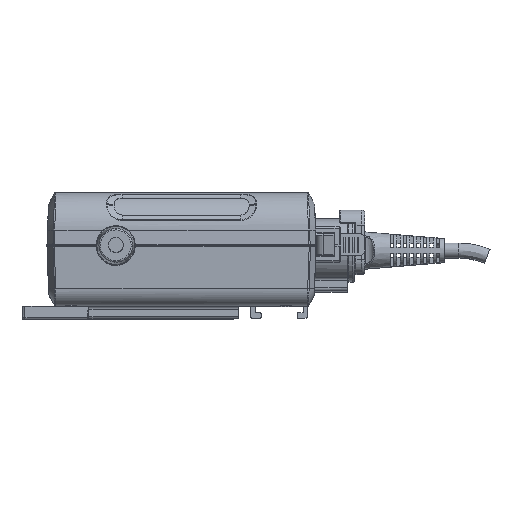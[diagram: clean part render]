
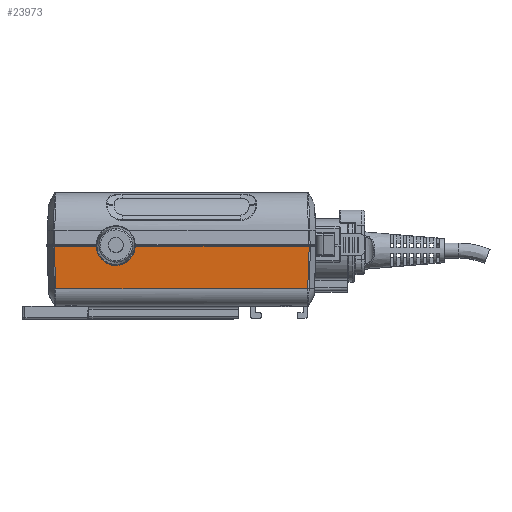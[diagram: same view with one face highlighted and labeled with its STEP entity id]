
A CAD part, top view. The second image highlights one B-rep face of the part: STEP entity #23973.
In plain terms, the highlighted planar face has unit normal (0, -0.035, 0.999).
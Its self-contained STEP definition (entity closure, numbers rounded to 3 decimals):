
#240 = CARTESIAN_POINT ( 'NONE',  ( -15.6, 0., 45. ) ) ;
#1280 = FACE_OUTER_BOUND ( 'NONE', #37598, .T. ) ;
#1779 = ORIENTED_EDGE ( 'NONE', *, *, #3436, .T. ) ;
#1850 = CARTESIAN_POINT ( 'NONE',  ( 42.69, 0., 45. ) ) ;
#2406 = VECTOR ( 'NONE', #21418, 1000. ) ;
#2746 = CARTESIAN_POINT ( 'NONE',  ( 42.194, -14.209, 44.504 ) ) ;
#2929 =( BOUNDED_CURVE ( )  B_SPLINE_CURVE ( 3, ( #240, #3995, #30053, #36761 ),
 .UNSPECIFIED., .F., .F. ) 
 B_SPLINE_CURVE_WITH_KNOTS ( ( 4, 4 ),
 ( 1.571, 4.712 ),
 .UNSPECIFIED. ) 
 CURVE ( )  GEOMETRIC_REPRESENTATION_ITEM ( )  RATIONAL_B_SPLINE_CURVE ( ( 1., 0.333, 0.333, 1. ) ) 
 REPRESENTATION_ITEM ( '' )  );
#3049 = ORIENTED_EDGE ( 'NONE', *, *, #25560, .T. ) ;
#3176 = AXIS2_PLACEMENT_3D ( 'NONE', #24676, #32171, #5922 ) ;
#3436 = EDGE_CURVE ( 'NONE', #13522, #9700, #43942, .T. ) ;
#3995 = CARTESIAN_POINT ( 'NONE',  ( -15.6, -12.8, 44.553 ) ) ;
#5922 = DIRECTION ( 'NONE',  ( 0., -0.999, -0.035 ) ) ;
#6278 = DIRECTION ( 'NONE',  ( -1., 0., 0. ) ) ;
#9700 = VERTEX_POINT ( 'NONE', #21532 ) ;
#10454 = VECTOR ( 'NONE', #25413, 1000. ) ;
#10894 = EDGE_CURVE ( 'NONE', #12649, #36780, #40597, .T. ) ;
#12649 = VERTEX_POINT ( 'NONE', #1850 ) ;
#13522 = VERTEX_POINT ( 'NONE', #24686 ) ;
#13947 = DIRECTION ( 'NONE',  ( -1., 0., 0. ) ) ;
#14723 = CARTESIAN_POINT ( 'NONE',  ( 42.194, -14.209, 44.504 ) ) ;
#15835 = LINE ( 'NONE', #21581, #2406 ) ;
#19164 = LINE ( 'NONE', #2746, #10454 ) ;
#20930 = PLANE ( 'NONE',  #3176 ) ;
#21418 = DIRECTION ( 'NONE',  ( 0.035, -0.999, -0.035 ) ) ;
#21532 = CARTESIAN_POINT ( 'NONE',  ( -42.561, 0., 45. ) ) ;
#21581 = CARTESIAN_POINT ( 'NONE',  ( -42.561, 0., 45. ) ) ;
#23973 = ADVANCED_FACE ( 'NONE', ( #1280 ), #20930, .T. ) ;
#24676 = CARTESIAN_POINT ( 'NONE',  ( -46.68, 0., 45. ) ) ;
#24686 = CARTESIAN_POINT ( 'NONE',  ( -28.4, 0., 45. ) ) ;
#25413 = DIRECTION ( 'NONE',  ( 0.035, 0.999, 0.035 ) ) ;
#25560 = EDGE_CURVE ( 'NONE', #9700, #41560, #15835, .T. ) ;
#25589 = VERTEX_POINT ( 'NONE', #14723 ) ;
#27012 = ORIENTED_EDGE ( 'NONE', *, *, #10894, .T. ) ;
#29507 = VECTOR ( 'NONE', #6278, 1000. ) ;
#30053 = CARTESIAN_POINT ( 'NONE',  ( -28.4, -12.8, 44.553 ) ) ;
#30713 = LINE ( 'NONE', #35833, #44687 ) ;
#32171 = DIRECTION ( 'NONE',  ( 0., -0.035, 0.999 ) ) ;
#34003 = VECTOR ( 'NONE', #13947, 1000. ) ;
#35833 = CARTESIAN_POINT ( 'NONE',  ( 162.324, -14.209, 44.504 ) ) ;
#36761 = CARTESIAN_POINT ( 'NONE',  ( -28.4, 0., 45. ) ) ;
#36780 = VERTEX_POINT ( 'NONE', #39811 ) ;
#37598 = EDGE_LOOP ( 'NONE', ( #1779, #3049, #47494, #46709, #27012, #41220 ) ) ;
#38789 = CARTESIAN_POINT ( 'NONE',  ( -42.065, -14.209, 44.504 ) ) ;
#39557 = EDGE_CURVE ( 'NONE', #36780, #13522, #2929, .T. ) ;
#39684 = CARTESIAN_POINT ( 'NONE',  ( -46.68, 0., 45. ) ) ;
#39798 = CARTESIAN_POINT ( 'NONE',  ( -46.68, 0., 45. ) ) ;
#39811 = CARTESIAN_POINT ( 'NONE',  ( -15.6, 0., 45. ) ) ;
#40597 = LINE ( 'NONE', #39684, #29507 ) ;
#41220 = ORIENTED_EDGE ( 'NONE', *, *, #39557, .T. ) ;
#41560 = VERTEX_POINT ( 'NONE', #38789 ) ;
#43942 = LINE ( 'NONE', #39798, #34003 ) ;
#44687 = VECTOR ( 'NONE', #47083, 1000. ) ;
#44867 = EDGE_CURVE ( 'NONE', #25589, #12649, #19164, .T. ) ;
#46709 = ORIENTED_EDGE ( 'NONE', *, *, #44867, .T. ) ;
#47083 = DIRECTION ( 'NONE',  ( -1., 0., 0. ) ) ;
#47126 = EDGE_CURVE ( 'NONE', #25589, #41560, #30713, .T. ) ;
#47494 = ORIENTED_EDGE ( 'NONE', *, *, #47126, .F. ) ;
